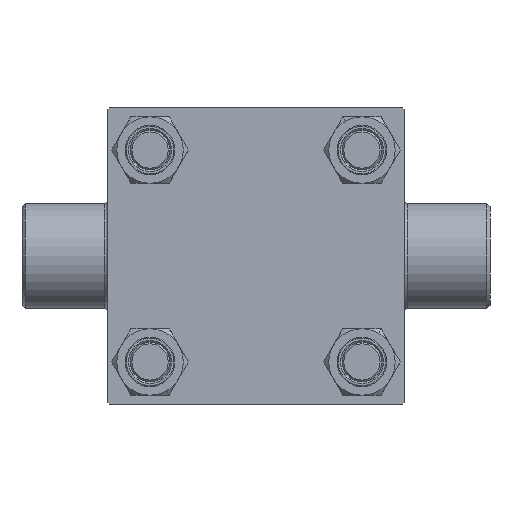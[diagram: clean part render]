
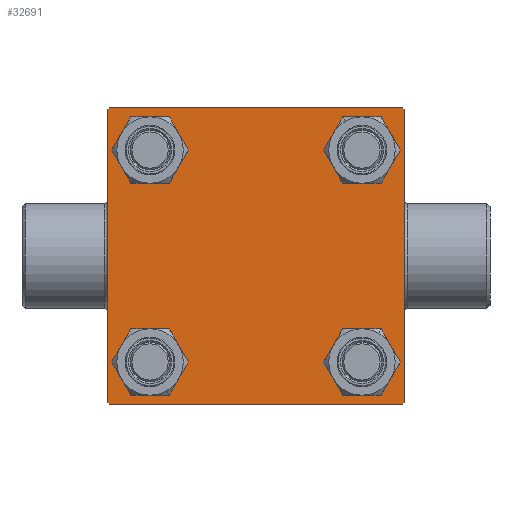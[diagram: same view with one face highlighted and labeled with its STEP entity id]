
A CAD part, left-side view. The second image highlights one B-rep face of the part: STEP entity #32691.
In plain terms, the highlighted planar face has unit normal (-1, 0, 0).
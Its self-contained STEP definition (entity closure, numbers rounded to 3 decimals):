
#116 = LINE ( 'NONE', #29193, #8776 ) ;
#127 = LINE ( 'NONE', #43392, #43174 ) ;
#260 = CARTESIAN_POINT ( 'NONE',  ( 0., 44.5, -45. ) ) ;
#271 = VECTOR ( 'NONE', #46014, 1000. ) ;
#469 = VERTEX_POINT ( 'NONE', #46170 ) ;
#845 = LINE ( 'NONE', #43639, #4902 ) ;
#978 = DIRECTION ( 'NONE',  ( 0., 0., 1. ) ) ;
#1104 = CARTESIAN_POINT ( 'NONE',  ( 0., -32.15, 32.15 ) ) ;
#1297 = CIRCLE ( 'NONE', #14853, 6.5 ) ;
#1630 = AXIS2_PLACEMENT_3D ( 'NONE', #30185, #34448, #5806 ) ;
#2293 = AXIS2_PLACEMENT_3D ( 'NONE', #18577, #44791, #44110 ) ;
#2839 = ORIENTED_EDGE ( 'NONE', *, *, #45939, .F. ) ;
#4392 = EDGE_CURVE ( 'NONE', #4914, #34682, #30991, .T. ) ;
#4810 = EDGE_LOOP ( 'NONE', ( #20838, #29001 ) ) ;
#4902 = VECTOR ( 'NONE', #11239, 1000. ) ;
#4914 = VERTEX_POINT ( 'NONE', #39991 ) ;
#5214 = EDGE_LOOP ( 'NONE', ( #5593, #31211, #45317, #14773, #2839, #33040, #16956, #46557 ) ) ;
#5589 = VERTEX_POINT ( 'NONE', #8569 ) ;
#5593 = ORIENTED_EDGE ( 'NONE', *, *, #35671, .T. ) ;
#5806 = DIRECTION ( 'NONE',  ( 0., 0., 1. ) ) ;
#6161 = DIRECTION ( 'NONE',  ( 1., 0., 0. ) ) ;
#6245 = CIRCLE ( 'NONE', #32711, 6.5 ) ;
#6287 = FACE_BOUND ( 'NONE', #39315, .T. ) ;
#6793 = DIRECTION ( 'NONE',  ( 0., 0.707, -0.707 ) ) ;
#6975 = DIRECTION ( 'NONE',  ( 0., -0.707, 0.707 ) ) ;
#7349 = CARTESIAN_POINT ( 'NONE',  ( 0., 45., -44.5 ) ) ;
#7446 = DIRECTION ( 'NONE',  ( 0., -1., 0. ) ) ;
#7779 = DIRECTION ( 'NONE',  ( 0., -0.707, -0.707 ) ) ;
#8569 = CARTESIAN_POINT ( 'NONE',  ( 0., -44.5, -45. ) ) ;
#8611 = CARTESIAN_POINT ( 'NONE',  ( 0., 32.15, -38.65 ) ) ;
#8776 = VECTOR ( 'NONE', #7446, 1000. ) ;
#9026 = CARTESIAN_POINT ( 'NONE',  ( 0., -32.15, -38.65 ) ) ;
#9857 = VERTEX_POINT ( 'NONE', #37502 ) ;
#9951 = AXIS2_PLACEMENT_3D ( 'NONE', #28208, #42404, #13542 ) ;
#10063 = FACE_BOUND ( 'NONE', #18713, .T. ) ;
#10300 = CARTESIAN_POINT ( 'NONE',  ( 0., 0., 0. ) ) ;
#10347 = DIRECTION ( 'NONE',  ( 0., 0., 1. ) ) ;
#10633 = CIRCLE ( 'NONE', #35566, 6.5 ) ;
#10805 = VERTEX_POINT ( 'NONE', #28715 ) ;
#11239 = DIRECTION ( 'NONE',  ( 0., 0.707, 0.707 ) ) ;
#11709 = EDGE_CURVE ( 'NONE', #5589, #469, #127, .T. ) ;
#13194 = AXIS2_PLACEMENT_3D ( 'NONE', #10300, #14075, #38923 ) ;
#13542 = DIRECTION ( 'NONE',  ( 0., 0., 1. ) ) ;
#13644 = CARTESIAN_POINT ( 'NONE',  ( 0., 44.75, 44.75 ) ) ;
#13671 = VECTOR ( 'NONE', #7779, 1000. ) ;
#13883 = VERTEX_POINT ( 'NONE', #9026 ) ;
#13893 = CARTESIAN_POINT ( 'NONE',  ( 0., -32.15, -32.15 ) ) ;
#14075 = DIRECTION ( 'NONE',  ( -1., 0., 0. ) ) ;
#14089 = VERTEX_POINT ( 'NONE', #260 ) ;
#14390 = CARTESIAN_POINT ( 'NONE',  ( 0., -32.15, -25.65 ) ) ;
#14560 = CARTESIAN_POINT ( 'NONE',  ( 0., 32.15, -25.65 ) ) ;
#14773 = ORIENTED_EDGE ( 'NONE', *, *, #11709, .T. ) ;
#14853 = AXIS2_PLACEMENT_3D ( 'NONE', #43058, #29333, #33377 ) ;
#15131 = ORIENTED_EDGE ( 'NONE', *, *, #24930, .T. ) ;
#15237 = DIRECTION ( 'NONE',  ( 0., 0., -1. ) ) ;
#15393 = EDGE_CURVE ( 'NONE', #9857, #40842, #17635, .T. ) ;
#15522 = DIRECTION ( 'NONE',  ( 1., 0., 0. ) ) ;
#15728 = VECTOR ( 'NONE', #6793, 1000. ) ;
#16956 = ORIENTED_EDGE ( 'NONE', *, *, #15393, .F. ) ;
#17267 = CARTESIAN_POINT ( 'NONE',  ( 0., 32.15, -32.15 ) ) ;
#17272 = EDGE_CURVE ( 'NONE', #34682, #4914, #36574, .T. ) ;
#17324 = CARTESIAN_POINT ( 'NONE',  ( 0., 32.15, 25.65 ) ) ;
#17635 = LINE ( 'NONE', #31608, #271 ) ;
#18178 = CARTESIAN_POINT ( 'NONE',  ( 0., 44.75, -44.75 ) ) ;
#18231 = CIRCLE ( 'NONE', #1630, 6.5 ) ;
#18473 = DIRECTION ( 'NONE',  ( 1., 0., 0. ) ) ;
#18577 = CARTESIAN_POINT ( 'NONE',  ( 0., -32.15, 32.15 ) ) ;
#18713 = EDGE_LOOP ( 'NONE', ( #33462, #15131 ) ) ;
#18847 = ORIENTED_EDGE ( 'NONE', *, *, #4392, .T. ) ;
#19259 = CARTESIAN_POINT ( 'NONE',  ( 0., 32.15, 38.65 ) ) ;
#19291 = DIRECTION ( 'NONE',  ( 0., 0., 1. ) ) ;
#19497 = VECTOR ( 'NONE', #15237, 1000. ) ;
#19739 = EDGE_CURVE ( 'NONE', #34438, #31746, #32007, .T. ) ;
#20037 = ORIENTED_EDGE ( 'NONE', *, *, #28455, .T. ) ;
#20585 = DIRECTION ( 'NONE',  ( 0., 0., 1. ) ) ;
#20838 = ORIENTED_EDGE ( 'NONE', *, *, #19739, .T. ) ;
#22114 = CARTESIAN_POINT ( 'NONE',  ( 0., -45., 45. ) ) ;
#22335 = VECTOR ( 'NONE', #23479, 1000. ) ;
#23479 = DIRECTION ( 'NONE',  ( 0., 0., -1. ) ) ;
#23501 = EDGE_CURVE ( 'NONE', #31746, #34438, #10633, .T. ) ;
#23692 = EDGE_CURVE ( 'NONE', #33114, #14089, #43713, .T. ) ;
#24427 = AXIS2_PLACEMENT_3D ( 'NONE', #17267, #6161, #20585 ) ;
#24525 = LINE ( 'NONE', #13644, #15728 ) ;
#24930 = EDGE_CURVE ( 'NONE', #38427, #28953, #18231, .T. ) ;
#25772 = ORIENTED_EDGE ( 'NONE', *, *, #17272, .T. ) ;
#26269 = CARTESIAN_POINT ( 'NONE',  ( 0., 32.15, -32.15 ) ) ;
#26595 = EDGE_CURVE ( 'NONE', #28953, #38427, #44687, .T. ) ;
#26790 = LINE ( 'NONE', #45215, #22335 ) ;
#28208 = CARTESIAN_POINT ( 'NONE',  ( 0., 32.15, 32.15 ) ) ;
#28271 = FACE_BOUND ( 'NONE', #4810, .T. ) ;
#28455 = EDGE_CURVE ( 'NONE', #13883, #35064, #6245, .T. ) ;
#28715 = CARTESIAN_POINT ( 'NONE',  ( 0., 45., 44.5 ) ) ;
#28953 = VERTEX_POINT ( 'NONE', #19259 ) ;
#29001 = ORIENTED_EDGE ( 'NONE', *, *, #23501, .T. ) ;
#29193 = CARTESIAN_POINT ( 'NONE',  ( 0., 45., -45. ) ) ;
#29333 = DIRECTION ( 'NONE',  ( 1., 0., 0. ) ) ;
#30185 = CARTESIAN_POINT ( 'NONE',  ( 0., 32.15, 32.15 ) ) ;
#30656 = CARTESIAN_POINT ( 'NONE',  ( 0., -45., 44.5 ) ) ;
#30991 = CIRCLE ( 'NONE', #2293, 6.5 ) ;
#31125 = PLANE ( 'NONE',  #13194 ) ;
#31211 = ORIENTED_EDGE ( 'NONE', *, *, #23692, .T. ) ;
#31608 = CARTESIAN_POINT ( 'NONE',  ( 0., 45., 45. ) ) ;
#31746 = VERTEX_POINT ( 'NONE', #8611 ) ;
#31889 = DIRECTION ( 'NONE',  ( 1., 0., 0. ) ) ;
#32007 = CIRCLE ( 'NONE', #24427, 6.5 ) ;
#32691 = ADVANCED_FACE ( 'NONE', ( #39159, #6287, #28271, #10063, #42706 ), #31125, .T. ) ;
#32711 = AXIS2_PLACEMENT_3D ( 'NONE', #13893, #31889, #10347 ) ;
#32754 = EDGE_CURVE ( 'NONE', #37854, #40842, #845, .T. ) ;
#33040 = ORIENTED_EDGE ( 'NONE', *, *, #32754, .T. ) ;
#33114 = VERTEX_POINT ( 'NONE', #7349 ) ;
#33232 = LINE ( 'NONE', #22114, #19497 ) ;
#33377 = DIRECTION ( 'NONE',  ( 0., 0., 1. ) ) ;
#33462 = ORIENTED_EDGE ( 'NONE', *, *, #26595, .T. ) ;
#34438 = VERTEX_POINT ( 'NONE', #14560 ) ;
#34448 = DIRECTION ( 'NONE',  ( 1., 0., 0. ) ) ;
#34682 = VERTEX_POINT ( 'NONE', #44518 ) ;
#35064 = VERTEX_POINT ( 'NONE', #14390 ) ;
#35566 = AXIS2_PLACEMENT_3D ( 'NONE', #26269, #18473, #978 ) ;
#35671 = EDGE_CURVE ( 'NONE', #10805, #33114, #26790, .T. ) ;
#36574 = CIRCLE ( 'NONE', #38809, 6.5 ) ;
#37112 = EDGE_CURVE ( 'NONE', #14089, #5589, #116, .T. ) ;
#37502 = CARTESIAN_POINT ( 'NONE',  ( 0., 44.5, 45. ) ) ;
#37854 = VERTEX_POINT ( 'NONE', #30656 ) ;
#38427 = VERTEX_POINT ( 'NONE', #17324 ) ;
#38809 = AXIS2_PLACEMENT_3D ( 'NONE', #1104, #15522, #19291 ) ;
#38923 = DIRECTION ( 'NONE',  ( 0., 0., 1. ) ) ;
#39159 = FACE_BOUND ( 'NONE', #45505, .T. ) ;
#39315 = EDGE_LOOP ( 'NONE', ( #45514, #20037 ) ) ;
#39991 = CARTESIAN_POINT ( 'NONE',  ( 0., -32.15, 25.65 ) ) ;
#40842 = VERTEX_POINT ( 'NONE', #45623 ) ;
#42404 = DIRECTION ( 'NONE',  ( 1., 0., 0. ) ) ;
#42478 = EDGE_CURVE ( 'NONE', #35064, #13883, #1297, .T. ) ;
#42706 = FACE_OUTER_BOUND ( 'NONE', #5214, .T. ) ;
#43058 = CARTESIAN_POINT ( 'NONE',  ( 0., -32.15, -32.15 ) ) ;
#43174 = VECTOR ( 'NONE', #6975, 1000. ) ;
#43392 = CARTESIAN_POINT ( 'NONE',  ( 0., -44.75, -44.75 ) ) ;
#43639 = CARTESIAN_POINT ( 'NONE',  ( 0., -44.75, 44.75 ) ) ;
#43713 = LINE ( 'NONE', #18178, #13671 ) ;
#44110 = DIRECTION ( 'NONE',  ( 0., 0., 1. ) ) ;
#44518 = CARTESIAN_POINT ( 'NONE',  ( 0., -32.15, 38.65 ) ) ;
#44687 = CIRCLE ( 'NONE', #9951, 6.5 ) ;
#44791 = DIRECTION ( 'NONE',  ( 1., 0., 0. ) ) ;
#45215 = CARTESIAN_POINT ( 'NONE',  ( 0., 45., 45. ) ) ;
#45317 = ORIENTED_EDGE ( 'NONE', *, *, #37112, .T. ) ;
#45477 = EDGE_CURVE ( 'NONE', #9857, #10805, #24525, .T. ) ;
#45505 = EDGE_LOOP ( 'NONE', ( #25772, #18847 ) ) ;
#45514 = ORIENTED_EDGE ( 'NONE', *, *, #42478, .T. ) ;
#45623 = CARTESIAN_POINT ( 'NONE',  ( 0., -44.5, 45. ) ) ;
#45939 = EDGE_CURVE ( 'NONE', #37854, #469, #33232, .T. ) ;
#46014 = DIRECTION ( 'NONE',  ( 0., -1., 0. ) ) ;
#46170 = CARTESIAN_POINT ( 'NONE',  ( 0., -45., -44.5 ) ) ;
#46557 = ORIENTED_EDGE ( 'NONE', *, *, #45477, .T. ) ;
